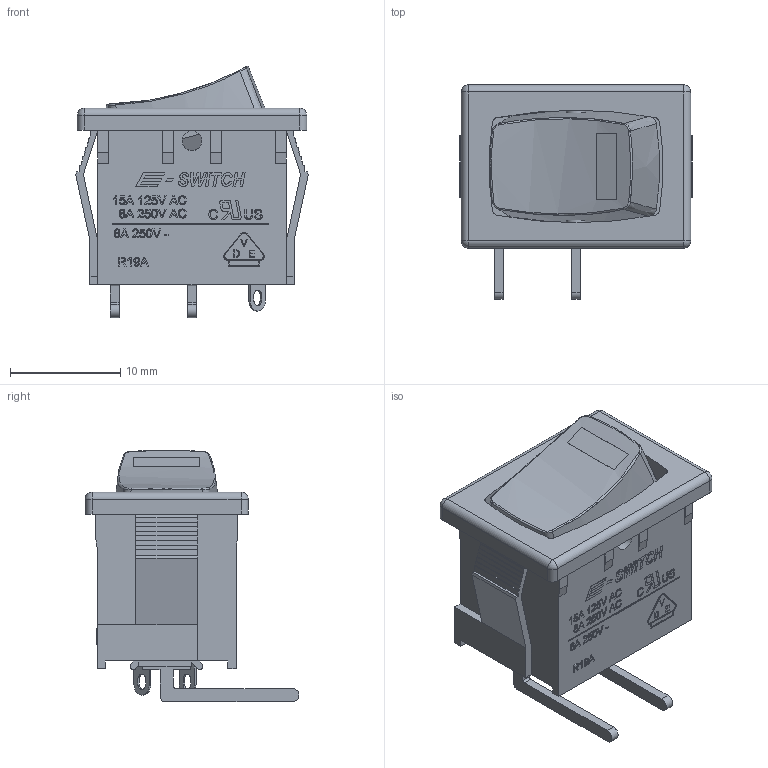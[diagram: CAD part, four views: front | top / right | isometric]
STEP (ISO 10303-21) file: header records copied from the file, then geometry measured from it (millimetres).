
FILE_DESCRIPTION(/* description */ (''),/* implementation_level */ '2;1');
FILE_NAME(/* name */ 'R1966AxxxxxxERxxx.stp',/* time_stamp */ '2021-07-07T08:05:12-05:00',/* author */ ('mwilliams'),/* organization */ (''),/* preprocessor_version */ 'ST-DEVELOPER v18',/* originating_system */ 'Autodesk Inventor 2020',/* authorisation */ '');
FILE_SCHEMA (('AUTOMOTIVE_DESIGN { 1 0 10303 214 3 1 1 }'));
Length unit declared in the file: inch
Products named in the file (1): M301228_Shrinkwrap_1
Bounding box: 21.1 x 19.4 x 22.8 mm (x, y, z)
Volume: 1821.8 mm3; surface area: 3597.9 mm2
Topology: 6 solids, 6 shells, 939 faces, 2534 edges, 1676 vertices
Faces by surface type: plane 588, bspline 280, cylinder 59, cone 8, sphere 4
Full cylindrical faces by diameter (mm): 1.8 x2
Entity records: 30991 total; most frequent: CARTESIAN_POINT 9177, ORIENTED_EDGE 5060, DIRECTION 3398, EDGE_CURVE 2530, LINE 1814, VECTOR 1814, VERTEX_POINT 1676, EDGE_LOOP 1032
